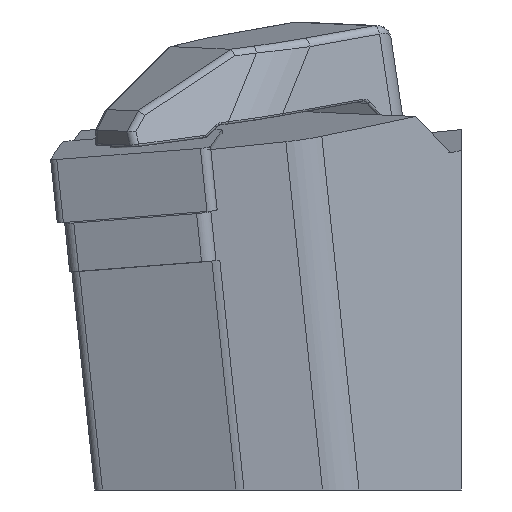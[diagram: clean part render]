
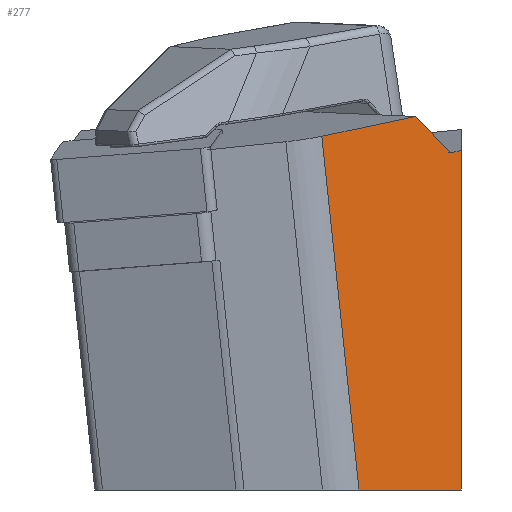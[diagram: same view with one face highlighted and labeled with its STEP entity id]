
A CAD part, left-side view. The second image highlights one B-rep face of the part: STEP entity #277.
In plain terms, the highlighted planar face has unit normal (-0.703, -0.711, 0).
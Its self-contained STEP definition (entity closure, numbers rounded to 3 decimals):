
#277=ADVANCED_FACE('',(#456),#403,.F.);
#403=PLANE('',#2296);
#456=FACE_OUTER_BOUND('',#579,.T.);
#579=EDGE_LOOP('',(#1157,#1158,#1159,#1160,#1161,#1162));
#759=LINE('',#3229,#936);
#771=LINE('',#3300,#948);
#786=LINE('',#3331,#963);
#787=LINE('',#3333,#964);
#788=LINE('',#3335,#965);
#789=LINE('',#3337,#966);
#936=VECTOR('',#2530,1.);
#948=VECTOR('',#2562,1.);
#963=VECTOR('',#2585,1.);
#964=VECTOR('',#2586,1.);
#965=VECTOR('',#2587,1.);
#966=VECTOR('',#2588,1.);
#1157=ORIENTED_EDGE('',*,*,#1957,.F.);
#1158=ORIENTED_EDGE('',*,*,#1976,.F.);
#1159=ORIENTED_EDGE('',*,*,#1992,.T.);
#1160=ORIENTED_EDGE('',*,*,#1993,.F.);
#1161=ORIENTED_EDGE('',*,*,#1994,.F.);
#1162=ORIENTED_EDGE('',*,*,#1995,.T.);
#1757=VERTEX_POINT('',#3228);
#1758=VERTEX_POINT('',#3230);
#1775=VERTEX_POINT('',#3299);
#1788=VERTEX_POINT('',#3332);
#1789=VERTEX_POINT('',#3334);
#1790=VERTEX_POINT('',#3336);
#1957=EDGE_CURVE('',#1757,#1758,#759,.T.);
#1976=EDGE_CURVE('',#1775,#1757,#771,.T.);
#1992=EDGE_CURVE('',#1775,#1788,#786,.T.);
#1993=EDGE_CURVE('',#1789,#1788,#787,.T.);
#1994=EDGE_CURVE('',#1790,#1789,#788,.T.);
#1995=EDGE_CURVE('',#1790,#1758,#789,.T.);
#2296=AXIS2_PLACEMENT_3D('',#3338,#2589,#2590);
#2530=DIRECTION('',(0.574,-0.569,-0.589));
#2562=DIRECTION('',(0.703,-0.696,0.147));
#2585=DIRECTION('',(0.105,-0.104,-0.989));
#2586=DIRECTION('',(-0.711,0.703,0.));
#2587=DIRECTION('',(-0.001,0.,-1.));
#2588=DIRECTION('',(-0.703,0.696,-0.147));
#2589=DIRECTION('',(0.703,0.711,0.));
#2590=DIRECTION('',(0.711,-0.703,0.));
#3228=CARTESIAN_POINT('',(11.715,4.459,4.323));
#3229=CARTESIAN_POINT('',(22.353,-6.07,-6.584));
#3230=CARTESIAN_POINT('',(15.154,1.056,0.797));
#3299=CARTESIAN_POINT('',(2.502,13.571,2.392));
#3300=CARTESIAN_POINT('',(2.502,13.571,2.392));
#3331=CARTESIAN_POINT('',(6.652,9.444,-36.875));
#3332=CARTESIAN_POINT('',(6.137,9.956,-32.));
#3333=CARTESIAN_POINT('',(6.653,9.445,-32.));
#3334=CARTESIAN_POINT('',(16.202,0.,-32.));
#3335=CARTESIAN_POINT('',(16.199,0.,-36.88));
#3336=CARTESIAN_POINT('',(16.221,0.,1.021));
#3337=CARTESIAN_POINT('',(2.941,13.134,-1.763));
#3338=CARTESIAN_POINT('',(6.652,9.444,-36.875));
